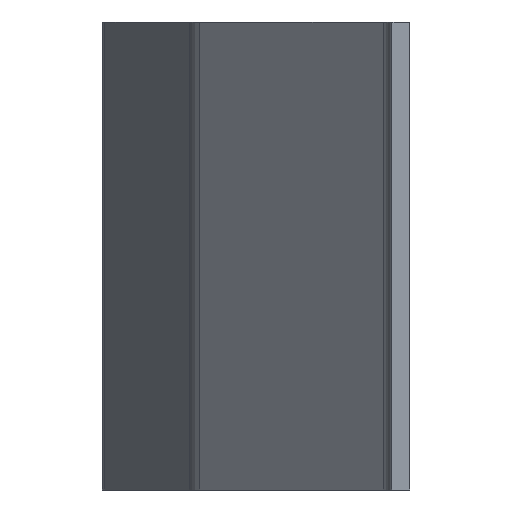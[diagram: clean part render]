
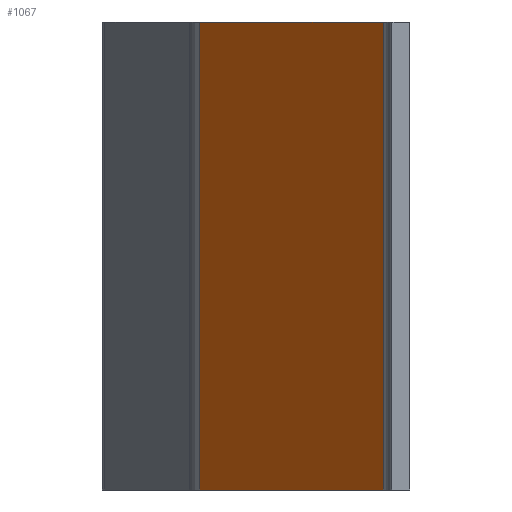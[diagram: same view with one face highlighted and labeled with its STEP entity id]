
A CAD part, left-side view. The second image highlights one B-rep face of the part: STEP entity #1067.
In plain terms, the highlighted free-form (B-spline) face has degree [1, 1] with [2, 2] control points.
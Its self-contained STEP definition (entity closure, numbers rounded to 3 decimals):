
#60 = CARTESIAN_POINT ( 'NONE',  ( 373.03, -130.225, 210. ) ) ;
#62 = CARTESIAN_POINT ( 'NONE',  ( 283.817, -212.451, 0. ) ) ;
#72 = B_SPLINE_SURFACE_WITH_KNOTS ( 'NONE', 1, 1, ( 
 ( #1086, #1442 ),
 ( #653, #60 ) ),
 .UNSPECIFIED., .F., .F., .F.,
 ( 2, 2 ),
 ( 2, 2 ),
 ( 0., 1. ),
 ( 0., 1. ),
 .UNSPECIFIED. ) ;
#157 = ORIENTED_EDGE ( 'NONE', *, *, #195, .F. ) ;
#182 = CARTESIAN_POINT ( 'NONE',  ( 373.03, -130.225, 0. ) ) ;
#195 = EDGE_CURVE ( 'NONE', #860, #842, #1354, .T. ) ;
#228 = CARTESIAN_POINT ( 'NONE',  ( 313.555, -185.042, 210. ) ) ;
#297 = CARTESIAN_POINT ( 'NONE',  ( 283.817, -212.451, 0. ) ) ;
#390 = ORIENTED_EDGE ( 'NONE', *, *, #777, .F. ) ;
#405 = CARTESIAN_POINT ( 'NONE',  ( 373.03, -130.225, 0. ) ) ;
#468 = CARTESIAN_POINT ( 'NONE',  ( 283.817, -212.451, 210. ) ) ;
#511 = EDGE_CURVE ( 'NONE', #839, #860, #826, .T. ) ;
#559 = ORIENTED_EDGE ( 'NONE', *, *, #511, .F. ) ;
#560 = CARTESIAN_POINT ( 'NONE',  ( 343.292, -157.633, 210. ) ) ;
#577 = B_SPLINE_CURVE_WITH_KNOTS ( 'NONE', 1,
 ( #935, #297 ),
 .UNSPECIFIED., .F., .F.,
 ( 2, 2 ),
 ( -1., 0. ),
 .UNSPECIFIED. ) ;
#579 = CARTESIAN_POINT ( 'NONE',  ( 283.817, -212.451, 0. ) ) ;
#613 = EDGE_CURVE ( 'NONE', #842, #620, #1045, .T. ) ;
#620 = VERTEX_POINT ( 'NONE', #1118 ) ;
#653 = CARTESIAN_POINT ( 'NONE',  ( 373.03, -130.225, 0. ) ) ;
#777 = EDGE_CURVE ( 'NONE', #620, #839, #577, .T. ) ;
#792 = CARTESIAN_POINT ( 'NONE',  ( 343.292, -157.633, 0. ) ) ;
#826 = B_SPLINE_CURVE_WITH_KNOTS ( 'NONE', 3,
 ( #579, #1142, #792, #1473 ),
 .UNSPECIFIED., .F., .F.,
 ( 4, 4 ),
 ( 0., 1. ),
 .UNSPECIFIED. ) ;
#839 = VERTEX_POINT ( 'NONE', #62 ) ;
#842 = VERTEX_POINT ( 'NONE', #973 ) ;
#859 = FACE_OUTER_BOUND ( 'NONE', #1201, .T. ) ;
#860 = VERTEX_POINT ( 'NONE', #405 ) ;
#935 = CARTESIAN_POINT ( 'NONE',  ( 283.817, -212.451, 210. ) ) ;
#973 = CARTESIAN_POINT ( 'NONE',  ( 373.03, -130.225, 210. ) ) ;
#990 = CARTESIAN_POINT ( 'NONE',  ( 373.03, -130.225, 210. ) ) ;
#1027 = CARTESIAN_POINT ( 'NONE',  ( 373.03, -130.225, 210. ) ) ;
#1045 = B_SPLINE_CURVE_WITH_KNOTS ( 'NONE', 3,
 ( #1027, #560, #228, #468 ),
 .UNSPECIFIED., .F., .F.,
 ( 4, 4 ),
 ( 0., 1. ),
 .UNSPECIFIED. ) ;
#1067 = ADVANCED_FACE ( 'NONE', ( #859 ), #72, .F. ) ;
#1086 = CARTESIAN_POINT ( 'NONE',  ( 283.817, -212.451, 0. ) ) ;
#1118 = CARTESIAN_POINT ( 'NONE',  ( 283.817, -212.451, 210. ) ) ;
#1142 = CARTESIAN_POINT ( 'NONE',  ( 313.555, -185.042, 0. ) ) ;
#1201 = EDGE_LOOP ( 'NONE', ( #390, #1289, #157, #559 ) ) ;
#1289 = ORIENTED_EDGE ( 'NONE', *, *, #613, .F. ) ;
#1354 = B_SPLINE_CURVE_WITH_KNOTS ( 'NONE', 1,
 ( #182, #990 ),
 .UNSPECIFIED., .F., .F.,
 ( 2, 2 ),
 ( -1., 0. ),
 .UNSPECIFIED. ) ;
#1442 = CARTESIAN_POINT ( 'NONE',  ( 283.817, -212.451, 210. ) ) ;
#1473 = CARTESIAN_POINT ( 'NONE',  ( 373.03, -130.225, 0. ) ) ;
